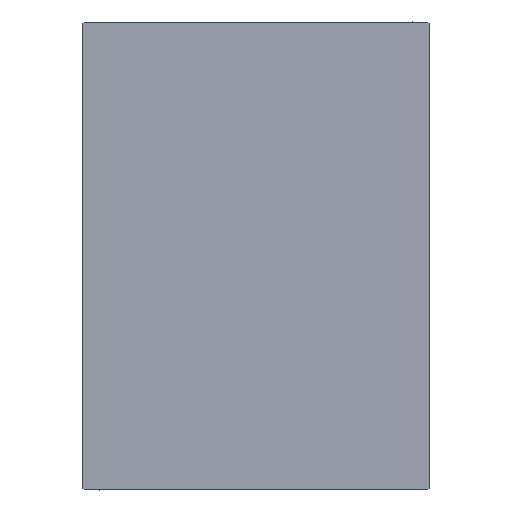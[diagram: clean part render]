
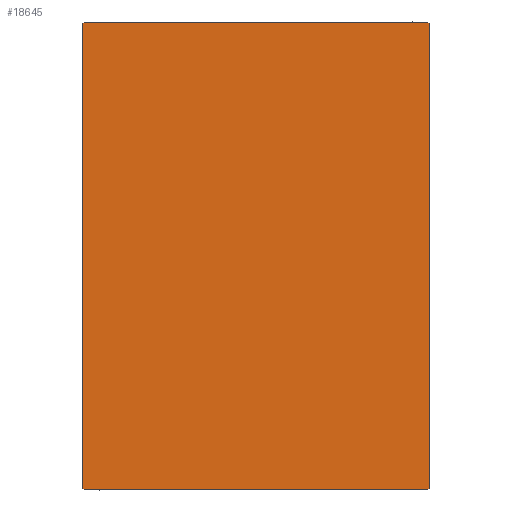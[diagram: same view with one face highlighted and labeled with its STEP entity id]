
A CAD part, left-side view. The second image highlights one B-rep face of the part: STEP entity #18645.
In plain terms, the highlighted face is planar.
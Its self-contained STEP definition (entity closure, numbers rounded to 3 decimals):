
#37 = EDGE_CURVE ( 'NONE', #674, #11200, #23295, .T. ) ;
#356 = CARTESIAN_POINT ( 'NONE',  ( 143., -31.2, 42.5 ) ) ;
#439 = EDGE_CURVE ( 'NONE', #42719, #1362, #23843, .T. ) ;
#674 = VERTEX_POINT ( 'NONE', #33413 ) ;
#1362 = VERTEX_POINT ( 'NONE', #42976 ) ;
#1432 = DIRECTION ( 'NONE',  ( 0., 1., 0. ) ) ;
#4123 = VERTEX_POINT ( 'NONE', #31368 ) ;
#5179 = DIRECTION ( 'NONE',  ( 1., 0., 0. ) ) ;
#5398 = FACE_OUTER_BOUND ( 'NONE', #12965, .T. ) ;
#5738 = CARTESIAN_POINT ( 'NONE',  ( 143., 31.5, -42.5 ) ) ;
#6643 = VECTOR ( 'NONE', #14174, 1000. ) ;
#7197 = CARTESIAN_POINT ( 'NONE',  ( 143., -36.85, -36.85 ) ) ;
#7485 = ORIENTED_EDGE ( 'NONE', *, *, #7708, .T. ) ;
#7708 = EDGE_CURVE ( 'NONE', #34876, #42719, #22195, .T. ) ;
#7999 = CARTESIAN_POINT ( 'NONE',  ( 143., -31.5, 42.2 ) ) ;
#8905 = DIRECTION ( 'NONE',  ( 0., 0., -1. ) ) ;
#8933 = EDGE_CURVE ( 'NONE', #11200, #13127, #33722, .T. ) ;
#9540 = EDGE_CURVE ( 'NONE', #25979, #674, #22398, .T. ) ;
#10302 = CARTESIAN_POINT ( 'NONE',  ( 143., 31.5, 42.5 ) ) ;
#10784 = VECTOR ( 'NONE', #16415, 1000. ) ;
#11200 = VERTEX_POINT ( 'NONE', #19616 ) ;
#11806 = ORIENTED_EDGE ( 'NONE', *, *, #27424, .T. ) ;
#12965 = EDGE_LOOP ( 'NONE', ( #11806, #35029, #29565, #13263, #24109, #20193, #7485, #25379 ) ) ;
#13127 = VERTEX_POINT ( 'NONE', #356 ) ;
#13263 = ORIENTED_EDGE ( 'NONE', *, *, #37, .T. ) ;
#14174 = DIRECTION ( 'NONE',  ( 0., 0.707, 0.707 ) ) ;
#14214 = VECTOR ( 'NONE', #1432, 1000. ) ;
#14267 = LINE ( 'NONE', #24520, #21842 ) ;
#16415 = DIRECTION ( 'NONE',  ( 0., 0.707, -0.707 ) ) ;
#17887 = LINE ( 'NONE', #37581, #6643 ) ;
#18121 = LINE ( 'NONE', #24877, #14214 ) ;
#18364 = PLANE ( 'NONE',  #26653 ) ;
#18645 = ADVANCED_FACE ( 'NONE', ( #5398 ), #18364, .T. ) ;
#19616 = CARTESIAN_POINT ( 'NONE',  ( 143., 31.2, 42.5 ) ) ;
#20193 = ORIENTED_EDGE ( 'NONE', *, *, #22927, .T. ) ;
#21463 = DIRECTION ( 'NONE',  ( 0., -0.707, -0.707 ) ) ;
#21842 = VECTOR ( 'NONE', #21463, 1000. ) ;
#22195 = LINE ( 'NONE', #42556, #40391 ) ;
#22398 = LINE ( 'NONE', #5738, #24360 ) ;
#22927 = EDGE_CURVE ( 'NONE', #13127, #34876, #14267, .T. ) ;
#23295 = LINE ( 'NONE', #35782, #26127 ) ;
#23843 = LINE ( 'NONE', #7197, #10784 ) ;
#24109 = ORIENTED_EDGE ( 'NONE', *, *, #8933, .T. ) ;
#24360 = VECTOR ( 'NONE', #32027, 1000. ) ;
#24520 = CARTESIAN_POINT ( 'NONE',  ( 143., -36.85, 36.85 ) ) ;
#24877 = CARTESIAN_POINT ( 'NONE',  ( 143., -31.5, -42.5 ) ) ;
#25379 = ORIENTED_EDGE ( 'NONE', *, *, #439, .T. ) ;
#25979 = VERTEX_POINT ( 'NONE', #36544 ) ;
#26127 = VECTOR ( 'NONE', #36213, 1000. ) ;
#26653 = AXIS2_PLACEMENT_3D ( 'NONE', #35190, #5179, #8905 ) ;
#27424 = EDGE_CURVE ( 'NONE', #1362, #4123, #18121, .T. ) ;
#29565 = ORIENTED_EDGE ( 'NONE', *, *, #9540, .T. ) ;
#29906 = VECTOR ( 'NONE', #30445, 1000. ) ;
#30445 = DIRECTION ( 'NONE',  ( 0., -1., 0. ) ) ;
#31368 = CARTESIAN_POINT ( 'NONE',  ( 143., 31.2, -42.5 ) ) ;
#32027 = DIRECTION ( 'NONE',  ( 0., 0., 1. ) ) ;
#33413 = CARTESIAN_POINT ( 'NONE',  ( 143., 31.5, 42.2 ) ) ;
#33722 = LINE ( 'NONE', #10302, #29906 ) ;
#33954 = CARTESIAN_POINT ( 'NONE',  ( 143., -31.5, -42.2 ) ) ;
#34870 = EDGE_CURVE ( 'NONE', #4123, #25979, #17887, .T. ) ;
#34876 = VERTEX_POINT ( 'NONE', #7999 ) ;
#35029 = ORIENTED_EDGE ( 'NONE', *, *, #34870, .T. ) ;
#35190 = CARTESIAN_POINT ( 'NONE',  ( 143., 0., 0. ) ) ;
#35543 = DIRECTION ( 'NONE',  ( 0., 0., -1. ) ) ;
#35782 = CARTESIAN_POINT ( 'NONE',  ( 143., 36.85, 36.85 ) ) ;
#36213 = DIRECTION ( 'NONE',  ( 0., -0.707, 0.707 ) ) ;
#36544 = CARTESIAN_POINT ( 'NONE',  ( 143., 31.5, -42.2 ) ) ;
#37581 = CARTESIAN_POINT ( 'NONE',  ( 143., 36.85, -36.85 ) ) ;
#40391 = VECTOR ( 'NONE', #35543, 1000. ) ;
#42556 = CARTESIAN_POINT ( 'NONE',  ( 143., -31.5, 42.5 ) ) ;
#42719 = VERTEX_POINT ( 'NONE', #33954 ) ;
#42976 = CARTESIAN_POINT ( 'NONE',  ( 143., -31.2, -42.5 ) ) ;
